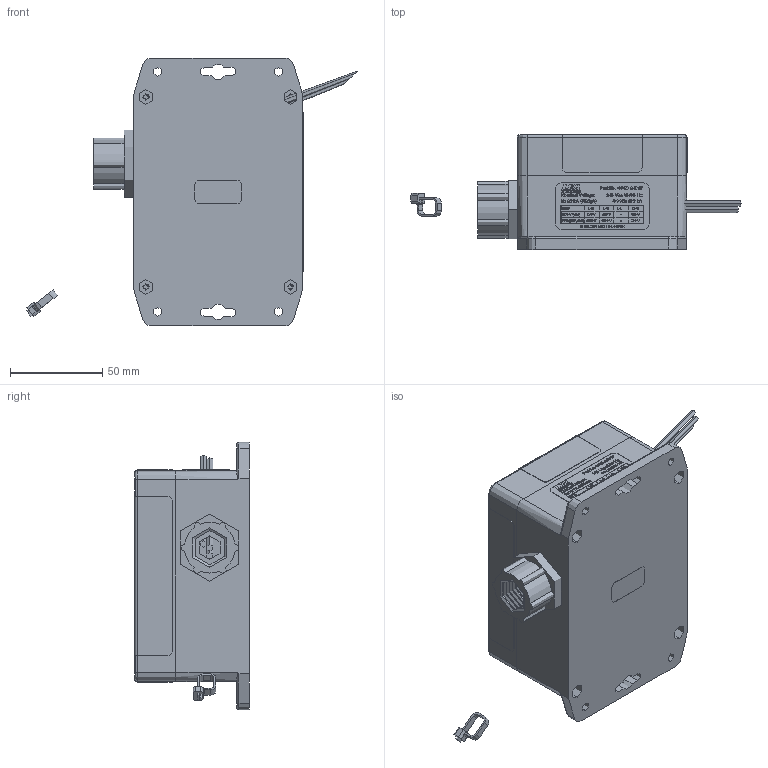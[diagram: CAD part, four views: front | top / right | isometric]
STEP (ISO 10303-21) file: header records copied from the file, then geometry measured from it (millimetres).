
FILE_DESCRIPTION (( 'STEP AP214' ), '1' );
FILE_NAME ('SP50-2401P-E.STEP', '2019-01-28T20:35:47', ( '' ), ( '' ), 'SwSTEP 2.0', 'SolidWorks 2018', '' );
FILE_SCHEMA (( 'AUTOMOTIVE_DESIGN' ));
Length unit declared in the file: inch
Products named in the file (23): 2003-1052; Lid^SP50-2401P; Screw^SP50-2401P; SP50-2401P-E; Base^SP50-2401P; 2003-4116; 2003-4106; Screw^SP50-2401P_91735A154; Zip tie^SP50-2401P; Wires^SP50-2401P; Nut^SP50-2401P
Assembly tree (16 placements, depth 2):
  Lid^SP50-2401P
  SP50-2401P-E
    Base^SP50-2401P
    Lid^SP50-2401P
    Screw^SP50-2401P_91735A154  x4
    Nut^SP50-2401P
    Wires^SP50-2401P
    Zip tie^SP50-2401P
    2003-4116
    2003-4106
    2003-1052
  Base^SP50-2401P
  2003-4106
  2003-4116
Bounding box: 179.33 x 62.18 x 145.03 mm (x, y, z)
Volume: 298953.2 mm3; surface area: 151418.6 mm2
Topology: 14 solids, 14 shells, 4237 faces, 11454 edges, 7604 vertices
Faces by surface type: plane 1957, bspline 1312, cylinder 874, cone 62, torus 24, sphere 8
Entity records: 222647 total; most frequent: CARTESIAN_POINT 105612, ORIENTED_EDGE 19160, DIRECTION 11678, EDGE_CURVE 9580, VERTEX_POINT 6349, LINE 6196, VECTOR 6196, EDGE_LOOP 3987
